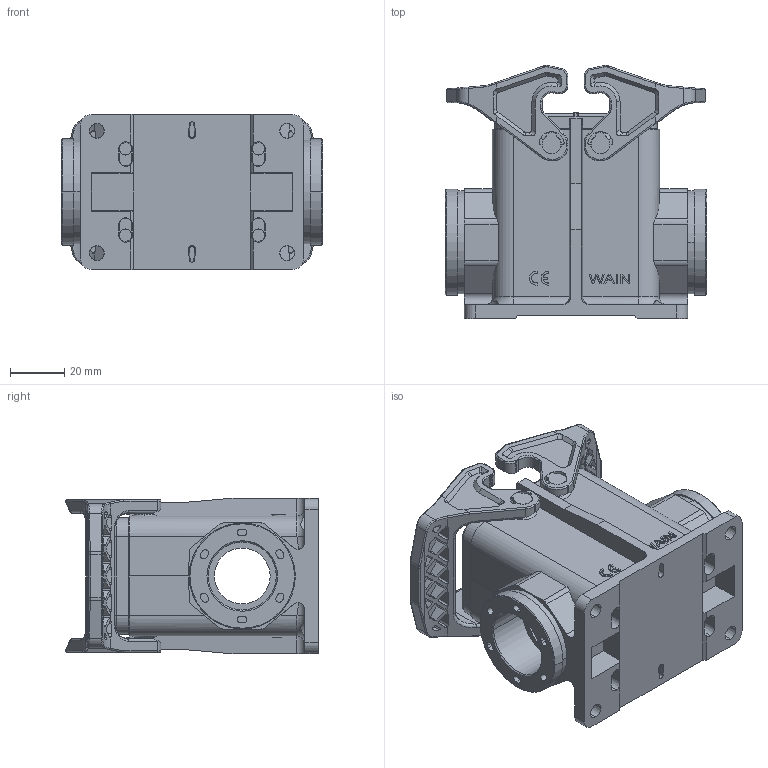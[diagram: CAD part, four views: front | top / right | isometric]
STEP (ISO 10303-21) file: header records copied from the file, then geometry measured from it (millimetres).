
FILE_DESCRIPTION((''),'2;1');
FILE_NAME('_ASM1_SW0003','2024-02-01T',('13001'),(''),'PRO/ENGINEER BY PARAMETRIC TECHNOLOGY CORPORATION, 2012480','PRO/ENGINEER BY PARAMETRIC TECHNOLOGY CORPORATION, 2012480','');
FILE_SCHEMA(('CONFIG_CONTROL_DESIGN'));
Products named in the file (1): _ASM1_SW0003
Bounding box: 96 x 92.91 x 57 mm (x, y, z)
Volume: 129670.8 mm3; surface area: 67275.7 mm2
Topology: 3 solids, 3 shells, 2238 faces, 7350 edges, 4867 vertices
Faces by surface type: plane 1096, cylinder 762, bspline 146, cone 114, torus 94, extrusion 20, sphere 6
Entity records: 104204 total; most frequent: CARTESIAN_POINT 42018, ORIENTED_EDGE 14672, DIRECTION 11312, EDGE_CURVE 7336, VERTEX_POINT 4867, AXIS2_PLACEMENT_3D 3827, VECTOR 3658, LINE 3638
